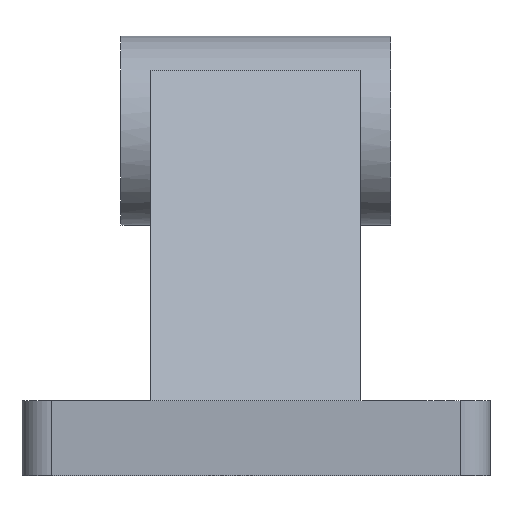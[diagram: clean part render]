
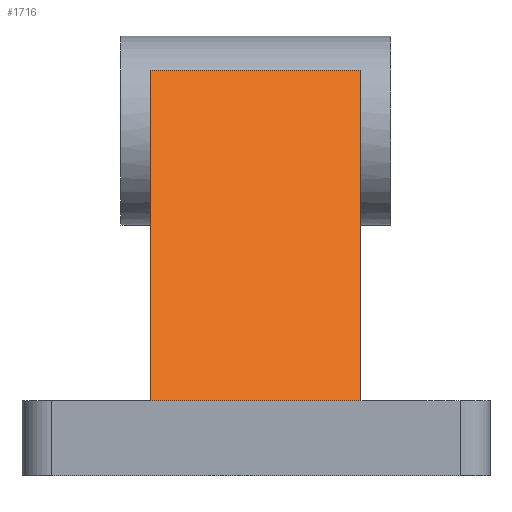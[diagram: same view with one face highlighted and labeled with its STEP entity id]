
A CAD part, left-side view. The second image highlights one B-rep face of the part: STEP entity #1716.
In plain terms, the highlighted planar face has unit normal (-0.768, 0, 0.64).
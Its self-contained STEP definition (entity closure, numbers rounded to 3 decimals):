
#1 = EDGE_CURVE ( 'NONE', #1287, #1696, #913, .T. ) ;
#11 = EDGE_CURVE ( 'NONE', #1687, #1287, #821, .T. ) ;
#16 = EDGE_CURVE ( 'NONE', #1687, #1331, #901, .T. ) ;
#19 = EDGE_CURVE ( 'NONE', #1331, #1696, #626, .T. ) ;
#235 = AXIS2_PLACEMENT_3D ( 'NONE', #1141, #1152, #1187 ) ;
#326 = ORIENTED_EDGE ( 'NONE', *, *, #16, .F. ) ;
#359 = ORIENTED_EDGE ( 'NONE', *, *, #19, .F. ) ;
#376 = ORIENTED_EDGE ( 'NONE', *, *, #1, .T. ) ;
#467 = ORIENTED_EDGE ( 'NONE', *, *, #11, .T. ) ;
#505 = EDGE_LOOP ( 'NONE', ( #376, #359, #326, #467 ) ) ;
#562 = VECTOR ( 'NONE', #1650, 1000. ) ;
#583 = VECTOR ( 'NONE', #1639, 1000. ) ;
#626 = LINE ( 'NONE', #1290, #583 ) ;
#821 = LINE ( 'NONE', #1362, #562 ) ;
#838 = FACE_OUTER_BOUND ( 'NONE', #505, .T. ) ;
#845 = VECTOR ( 'NONE', #1642, 1000. ) ;
#893 = VECTOR ( 'NONE', #1361, 1000. ) ;
#901 = LINE ( 'NONE', #1651, #845 ) ;
#913 = LINE ( 'NONE', #1515, #893 ) ;
#966 = PLANE ( 'NONE',  #235 ) ;
#1079 = CARTESIAN_POINT ( 'NONE',  ( 91.801, 113., 135.165 ) ) ;
#1085 = CARTESIAN_POINT ( 'NONE',  ( 0., 113., 25. ) ) ;
#1091 = CARTESIAN_POINT ( 'NONE',  ( 0., 43., 25. ) ) ;
#1131 = CARTESIAN_POINT ( 'NONE',  ( 91.801, 43., 135.165 ) ) ;
#1141 = CARTESIAN_POINT ( 'NONE',  ( -1.417, 113., 23.299 ) ) ;
#1152 = DIRECTION ( 'NONE',  ( 0.768, 0., -0.64 ) ) ;
#1187 = DIRECTION ( 'NONE',  ( -0.64, 0., -0.768 ) ) ;
#1287 = VERTEX_POINT ( 'NONE', #1091 ) ;
#1290 = CARTESIAN_POINT ( 'NONE',  ( 91.801, 113., 135.165 ) ) ;
#1331 = VERTEX_POINT ( 'NONE', #1079 ) ;
#1361 = DIRECTION ( 'NONE',  ( 0.64, 0., 0.768 ) ) ;
#1362 = CARTESIAN_POINT ( 'NONE',  ( 0., 113., 25. ) ) ;
#1515 = CARTESIAN_POINT ( 'NONE',  ( -1.417, 43., 23.299 ) ) ;
#1639 = DIRECTION ( 'NONE',  ( 0., -1., 0. ) ) ;
#1642 = DIRECTION ( 'NONE',  ( 0.64, 0., 0.768 ) ) ;
#1650 = DIRECTION ( 'NONE',  ( 0., -1., 0. ) ) ;
#1651 = CARTESIAN_POINT ( 'NONE',  ( -1.417, 113., 23.299 ) ) ;
#1687 = VERTEX_POINT ( 'NONE', #1085 ) ;
#1696 = VERTEX_POINT ( 'NONE', #1131 ) ;
#1716 = ADVANCED_FACE ( 'NONE', ( #838 ), #966, .F. ) ;
